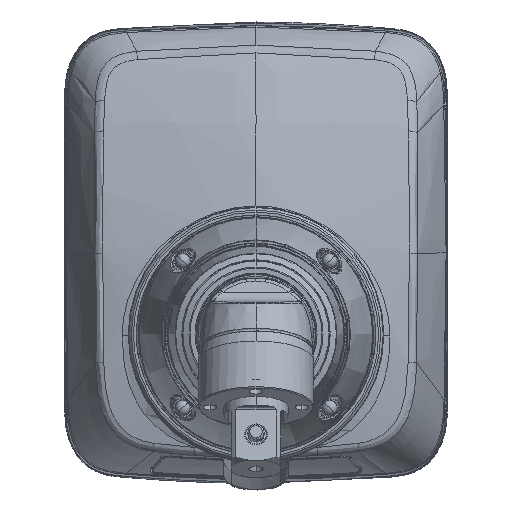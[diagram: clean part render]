
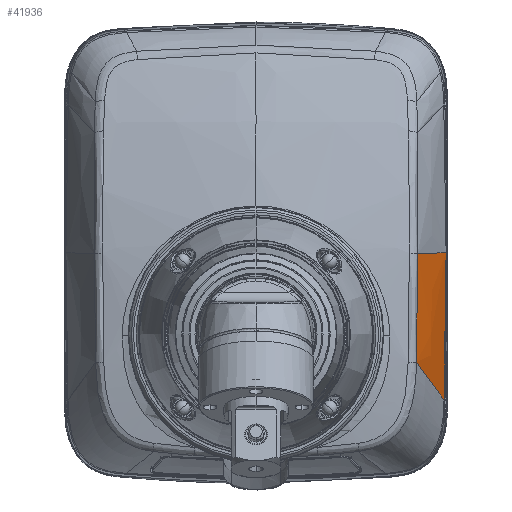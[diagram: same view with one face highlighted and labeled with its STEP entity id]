
A CAD part, top view. The second image highlights one B-rep face of the part: STEP entity #41936.
In plain terms, the highlighted free-form (B-spline) face has degree [3, 3] with [5, 7] control points.
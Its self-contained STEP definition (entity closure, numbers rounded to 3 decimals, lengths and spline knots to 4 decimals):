
#5416=CARTESIAN_POINT('',(1.2116,-0.1975,
-5.4941));
#5453=CARTESIAN_POINT('',(1.4348,0.6299,
-6.0873));
#5454=CARTESIAN_POINT('',(1.435,0.585,
-6.0876));
#5455=CARTESIAN_POINT('',(1.4351,0.4897,
-6.0881));
#5456=CARTESIAN_POINT('',(1.4344,0.324,
-6.0875));
#5457=CARTESIAN_POINT('',(1.4329,0.1562,
-6.0867));
#5458=CARTESIAN_POINT('',(1.431,-0.0006,
-6.0869));
#5459=CARTESIAN_POINT('',(1.4285,-0.1423,
-6.0867));
#5460=CARTESIAN_POINT('',(1.4255,-0.2688,
-6.0863));
#5461=CARTESIAN_POINT('',(1.4223,-0.3822,
-6.0862));
#5462=CARTESIAN_POINT('',(1.4203,-0.4507,
-6.0867));
#5463=CARTESIAN_POINT('',(1.4193,-0.4831,
-6.0871));
#5465=CARTESIAN_POINT('',(1.4193,-0.4831,
-6.0871));
#5466=CARTESIAN_POINT('',(1.387,-0.4332,
-5.9819));
#5467=CARTESIAN_POINT('',(1.3155,-0.3265,
-5.759));
#5468=CARTESIAN_POINT('',(1.2425,-0.232,
-5.5644));
#5469=CARTESIAN_POINT('',(1.2116,-0.1975,
-5.4941));
#5471=CARTESIAN_POINT('',(1.2116,-0.1975,
-5.4941));
#5472=CARTESIAN_POINT('',(1.2125,-0.1492,
-5.493));
#5473=CARTESIAN_POINT('',(1.2141,-0.0538,
-5.4918));
#5474=CARTESIAN_POINT('',(1.216,0.0876,
-5.4929));
#5475=CARTESIAN_POINT('',(1.2174,0.2255,
-5.4969));
#5476=CARTESIAN_POINT('',(1.2185,0.3599,
-5.5037));
#5477=CARTESIAN_POINT('',(1.2192,0.4912,
-5.5133));
#5478=CARTESIAN_POINT('',(1.2195,0.5776,
-5.5214));
#5479=CARTESIAN_POINT('',(1.2196,0.6203,
-5.5259));
#5480=CARTESIAN_POINT('',(1.2196,0.6203,
-5.5259));
#5482=CARTESIAN_POINT('',(1.4348,0.6299,
-6.0873));
#5483=CARTESIAN_POINT('',(1.4076,0.6296,
-6.0071));
#5484=CARTESIAN_POINT('',(1.3324,0.6253,
-5.7994));
#5485=CARTESIAN_POINT('',(1.2514,0.621,
-5.5976));
#5486=CARTESIAN_POINT('',(1.2196,0.6203,
-5.5259));
#30984=CARTESIAN_POINT('',(1.4193,-0.4831,
-6.0871));
#30985=VERTEX_POINT('',#30984);
#30986=VERTEX_POINT('',#5416);
#30988=VERTEX_POINT('',#5453);
#30990=VERTEX_POINT('',#5486);
#41892=CARTESIAN_POINT('',(1.4379,0.6411,
-6.0965));
#41893=CARTESIAN_POINT('',(1.4378,0.5195,
-6.0961));
#41894=CARTESIAN_POINT('',(1.4368,0.2712,
-6.0951));
#41895=CARTESIAN_POINT('',(1.4327,-0.0406,
-6.094));
#41896=CARTESIAN_POINT('',(1.4269,-0.2977,
-6.0934));
#41897=CARTESIAN_POINT('',(1.4231,-0.428,
-6.0932));
#41898=CARTESIAN_POINT('',(1.4209,-0.4947,
-6.0932));
#41899=CARTESIAN_POINT('',(1.4108,0.6403,
-6.016));
#41900=CARTESIAN_POINT('',(1.4099,0.5252,
-6.0119));
#41901=CARTESIAN_POINT('',(1.4097,0.2913,
-6.0034));
#41902=CARTESIAN_POINT('',(1.4071,-0.0035,
-5.994));
#41903=CARTESIAN_POINT('',(1.3991,-0.2507,
-5.9885));
#41904=CARTESIAN_POINT('',(1.3923,-0.3781,
-5.9868));
#41905=CARTESIAN_POINT('',(1.3878,-0.4441,
-5.9863));
#41906=CARTESIAN_POINT('',(1.333,0.6346,
-5.801));
#41907=CARTESIAN_POINT('',(1.3323,0.5336,
-5.7938));
#41908=CARTESIAN_POINT('',(1.3328,0.331,
-5.7802));
#41909=CARTESIAN_POINT('',(1.3316,0.0737,
-5.7664));
#41910=CARTESIAN_POINT('',(1.3249,-0.1506,
-5.7592));
#41911=CARTESIAN_POINT('',(1.3187,-0.2704,
-5.7574));
#41912=CARTESIAN_POINT('',(1.3145,-0.3341,
-5.7573));
#41913=CARTESIAN_POINT('',(1.2489,0.6289,
-5.5922));
#41914=CARTESIAN_POINT('',(1.249,0.5407,
-5.5844));
#41915=CARTESIAN_POINT('',(1.249,0.3668,
-5.5718));
#41916=CARTESIAN_POINT('',(1.2474,0.1435,
-5.5617));
#41917=CARTESIAN_POINT('',(1.2441,-0.0608,
-5.5576));
#41918=CARTESIAN_POINT('',(1.2415,-0.1748,
-5.5574));
#41919=CARTESIAN_POINT('',(1.2398,-0.237,
-5.5581));
#41920=CARTESIAN_POINT('',(1.2166,0.6279,
-5.5199));
#41921=CARTESIAN_POINT('',(1.2166,0.5443,
-5.5114));
#41922=CARTESIAN_POINT('',(1.2163,0.3812,
-5.4983));
#41923=CARTESIAN_POINT('',(1.2145,0.1704,
-5.4887));
#41924=CARTESIAN_POINT('',(1.2116,-0.0273,
-5.4854));
#41925=CARTESIAN_POINT('',(1.2095,-0.1399,
-5.4859));
#41926=CARTESIAN_POINT('',(1.2081,-0.2021,
-5.4869));
#41927=B_SPLINE_SURFACE_WITH_KNOTS('',3,3,((#41892,#41893,#41894,#41895,#41896,
#41897,#41898),(#41899,#41900,#41901,#41902,#41903,#41904,#41905),(#41906,
#41907,#41908,#41909,#41910,#41911,#41912),(#41913,#41914,#41915,#41916,#41917,
#41918,#41919),(#41920,#41921,#41922,#41923,#41924,#41925,#41926)),
.UNSPECIFIED.,.F.,.F.,.F.,(4,1,4),(4,1,1,1,4),(0.0198,0.5,
0.9276),(-0.01,0.317,0.6585,0.8293,
1.0078),.UNSPECIFIED.);
#41929=ORIENTED_EDGE('',*,*,#41928,.F.);
#41930=ORIENTED_EDGE('',*,*,#41884,.T.);
#41931=ORIENTED_EDGE('',*,*,#41812,.T.);
#41933=ORIENTED_EDGE('',*,*,#41932,.T.);
#41934=EDGE_LOOP('',(#41929,#41930,#41931,#41933));
#41935=FACE_OUTER_BOUND('',#41934,.F.);
#41936=ADVANCED_FACE('',(#41935),#41927,.T.);
#5464=B_SPLINE_CURVE_WITH_KNOTS('',3,(#5453,#5454,#5455,#5456,#5457,#5458,#5459,
#5460,#5461,#5462,#5463),.UNSPECIFIED.,.F.,.F.,(4,1,1,1,1,1,1,1,4),(0.,
0.125,0.25,0.375,0.5,0.625,0.75,0.875,1.),.UNSPECIFIED.);
#5470=B_SPLINE_CURVE_WITH_KNOTS('',3,(#5465,#5466,#5467,#5468,#5469),
.UNSPECIFIED.,.F.,.F.,(4,1,4),(0.,0.5329,1.),.UNSPECIFIED.);
#5481=B_SPLINE_CURVE_WITH_KNOTS('',3,(#5471,#5472,#5473,#5474,#5475,#5476,#5477,
#5478,#5479,#5480),.UNSPECIFIED.,.F.,.F.,(4,1,1,1,1,1,1,4),(0.,
0.1769,0.3495,0.5178,0.682,
0.8425,1.,1.),.UNSPECIFIED.);
#5487=B_SPLINE_CURVE_WITH_KNOTS('',3,(#5482,#5483,#5484,#5485,#5486),
.UNSPECIFIED.,.F.,.F.,(4,1,4),(0.,0.5273,1.),.UNSPECIFIED.);
#41812=EDGE_CURVE('',#30985,#30986,#5470,.T.);
#41884=EDGE_CURVE('',#30988,#30985,#5464,.T.);
#41928=EDGE_CURVE('',#30988,#30990,#5487,.T.);
#41932=EDGE_CURVE('',#30986,#30990,#5481,.T.);
